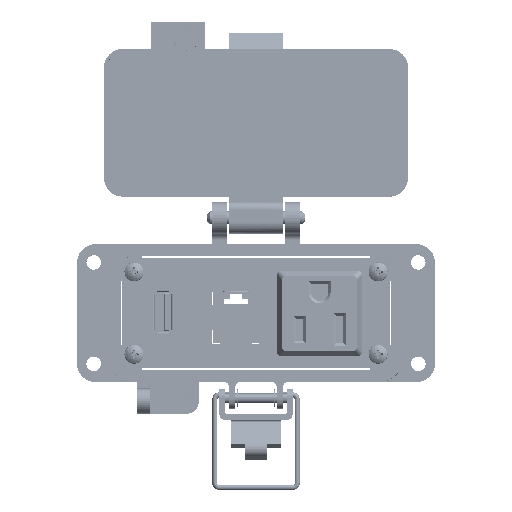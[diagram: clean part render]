
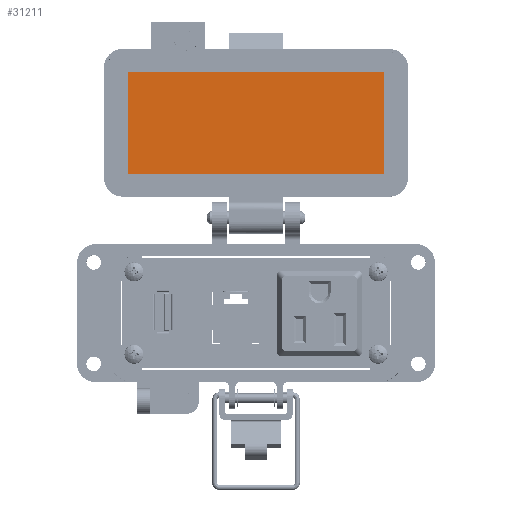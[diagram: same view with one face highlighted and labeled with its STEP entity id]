
A CAD part, top view. The second image highlights one B-rep face of the part: STEP entity #31211.
In plain terms, the highlighted planar face has unit normal (0, 0, 1).
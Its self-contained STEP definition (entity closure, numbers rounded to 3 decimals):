
#6251 = DIRECTION ( 'NONE',  ( 0., -1., 0. ) ) ;
#7107 = EDGE_LOOP ( 'NONE', ( #36632, #104741, #15968, #28518 ) ) ;
#13844 = LINE ( 'NONE', #104016, #80240 ) ;
#15968 = ORIENTED_EDGE ( 'NONE', *, *, #48898, .F. ) ;
#23593 = FACE_OUTER_BOUND ( 'NONE', #7107, .T. ) ;
#27845 = CARTESIAN_POINT ( 'NONE',  ( -40.25, 51.154, -25.55 ) ) ;
#28518 = ORIENTED_EDGE ( 'NONE', *, *, #31978, .F. ) ;
#31211 = ADVANCED_FACE ( 'NONE', ( #23593 ), #105365, .T. ) ;
#31978 = EDGE_CURVE ( 'NONE', #96754, #49150, #102450, .T. ) ;
#36632 = ORIENTED_EDGE ( 'NONE', *, *, #64901, .F. ) ;
#37346 = LINE ( 'NONE', #110666, #61389 ) ;
#39852 = LINE ( 'NONE', #60861, #61036 ) ;
#42944 = CARTESIAN_POINT ( 'NONE',  ( -8.5, 67.154, -25.55 ) ) ;
#47402 = DIRECTION ( 'NONE',  ( -1., 0., 0. ) ) ;
#48898 = EDGE_CURVE ( 'NONE', #49150, #109683, #37346, .T. ) ;
#49150 = VERTEX_POINT ( 'NONE', #105815 ) ;
#51536 = VECTOR ( 'NONE', #6251, 1000. ) ;
#51745 = DIRECTION ( 'NONE',  ( 1., 0., 0. ) ) ;
#51972 = DIRECTION ( 'NONE',  ( 0., -1., 0. ) ) ;
#54710 = CARTESIAN_POINT ( 'NONE',  ( 40.25, 83.154, -25.55 ) ) ;
#60861 = CARTESIAN_POINT ( 'NONE',  ( -8.5, 83.154, -25.55 ) ) ;
#61036 = VECTOR ( 'NONE', #51745, 1000. ) ;
#61389 = VECTOR ( 'NONE', #47402, 1000. ) ;
#63876 = VERTEX_POINT ( 'NONE', #88808 ) ;
#64901 = EDGE_CURVE ( 'NONE', #63876, #96754, #39852, .T. ) ;
#69643 = AXIS2_PLACEMENT_3D ( 'NONE', #42944, #106138, #51972 ) ;
#78479 = CARTESIAN_POINT ( 'NONE',  ( 40.25, 67.154, -25.55 ) ) ;
#80240 = VECTOR ( 'NONE', #84360, 1000. ) ;
#82733 = EDGE_CURVE ( 'NONE', #109683, #63876, #13844, .T. ) ;
#84360 = DIRECTION ( 'NONE',  ( 0., 1., 0. ) ) ;
#88808 = CARTESIAN_POINT ( 'NONE',  ( -40.25, 83.154, -25.55 ) ) ;
#96754 = VERTEX_POINT ( 'NONE', #54710 ) ;
#102450 = LINE ( 'NONE', #78479, #51536 ) ;
#104016 = CARTESIAN_POINT ( 'NONE',  ( -40.25, 67.154, -25.55 ) ) ;
#104741 = ORIENTED_EDGE ( 'NONE', *, *, #82733, .F. ) ;
#105365 = PLANE ( 'NONE',  #69643 ) ;
#105815 = CARTESIAN_POINT ( 'NONE',  ( 40.25, 51.154, -25.55 ) ) ;
#106138 = DIRECTION ( 'NONE',  ( 0., 0., 1. ) ) ;
#109683 = VERTEX_POINT ( 'NONE', #27845 ) ;
#110666 = CARTESIAN_POINT ( 'NONE',  ( 42., 51.154, -25.55 ) ) ;
